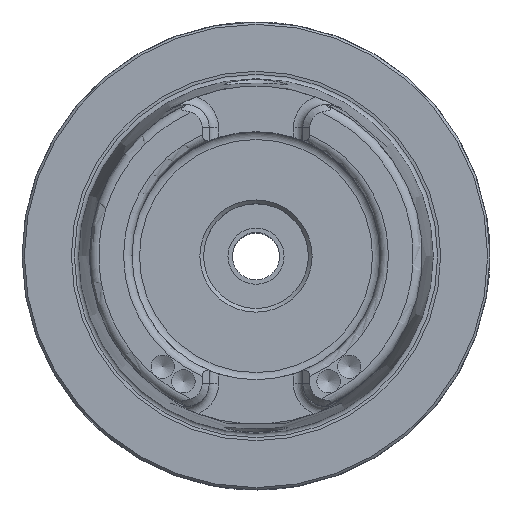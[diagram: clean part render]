
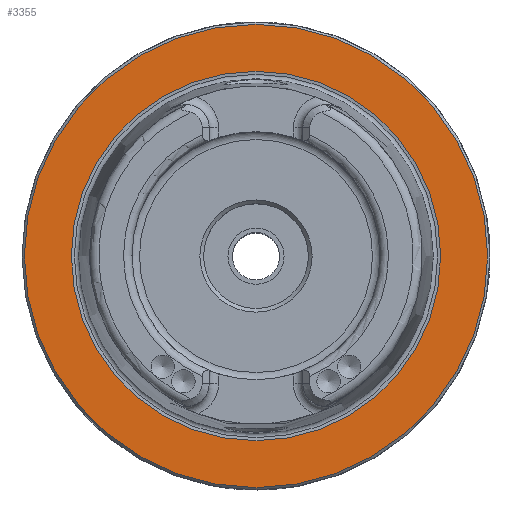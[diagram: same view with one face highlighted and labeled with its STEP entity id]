
A CAD part, top view. The second image highlights one B-rep face of the part: STEP entity #3355.
In plain terms, the highlighted planar face has unit normal (0, 0, 1).
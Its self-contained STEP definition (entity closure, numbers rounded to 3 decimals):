
#274=PLANE('',#3618);
#704=ORIENTED_EDGE('',*,*,#1130,.T.);
#705=ORIENTED_EDGE('',*,*,#1129,.F.);
#1129=EDGE_CURVE('',#1392,#1392,#1581,.T.);
#1130=EDGE_CURVE('',#1393,#1393,#1582,.T.);
#1392=VERTEX_POINT('',#5083);
#1393=VERTEX_POINT('',#5086);
#1581=CIRCLE('',#3617,39.461);
#1582=CIRCLE('',#3619,49.5);
#1799=EDGE_LOOP('',(#704));
#1800=EDGE_LOOP('',(#705));
#2043=FACE_BOUND('',#1799,.T.);
#2044=FACE_BOUND('',#1800,.T.);
#3355=ADVANCED_FACE('',(#2043,#2044),#274,.T.);
#3617=AXIS2_PLACEMENT_3D('',#5082,#4157,#4158);
#3618=AXIS2_PLACEMENT_3D('',#5084,#4159,#4160);
#3619=AXIS2_PLACEMENT_3D('',#5085,#4161,#4162);
#4157=DIRECTION('',(0.,0.,1.));
#4158=DIRECTION('',(1.,0.,0.));
#4159=DIRECTION('',(0.,0.,1.));
#4160=DIRECTION('',(1.,0.,0.));
#4161=DIRECTION('',(0.,0.,1.));
#4162=DIRECTION('',(1.,0.,0.));
#5082=CARTESIAN_POINT('',(0.,0.,0.));
#5083=CARTESIAN_POINT('',(39.461,0.,0.));
#5084=CARTESIAN_POINT('',(49.5,0.,0.));
#5085=CARTESIAN_POINT('',(0.,0.,0.));
#5086=CARTESIAN_POINT('',(49.5,0.,0.));
